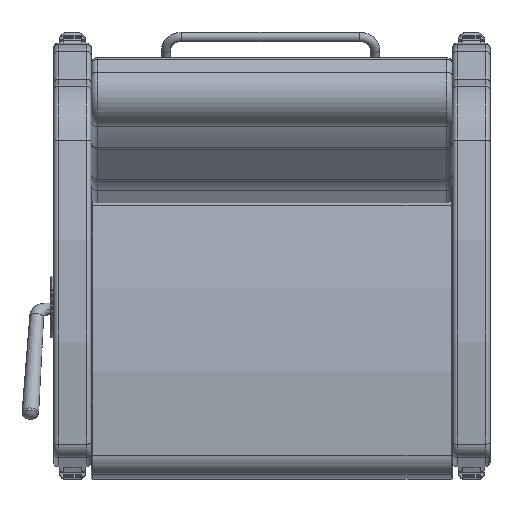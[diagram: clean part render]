
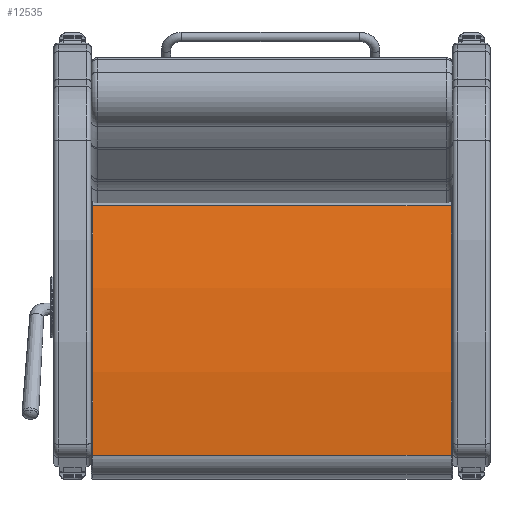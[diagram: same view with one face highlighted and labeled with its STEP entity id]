
A CAD part, front view. The second image highlights one B-rep face of the part: STEP entity #12535.
In plain terms, the highlighted free-form (B-spline) face has degree [3, 1] with [18, 2] control points.
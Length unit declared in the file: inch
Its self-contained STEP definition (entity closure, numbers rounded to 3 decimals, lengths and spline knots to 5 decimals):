
#568=ELLIPSE('',#14418,60.30357,60.25);
#570=ELLIPSE('',#14440,60.30357,60.25);
#594=B_SPLINE_SURFACE_WITH_KNOTS('',3,1,((#24667,#24668),(#24669,#24670),
(#24671,#24672),(#24673,#24674),(#24675,#24676),(#24677,#24678),(#24679,
#24680),(#24681,#24682),(#24683,#24684),(#24685,#24686),(#24687,#24688),
(#24689,#24690),(#24691,#24692),(#24693,#24694),(#24695,#24696),(#24697,
#24698),(#24699,#24700),(#24701,#24702)),.UNSPECIFIED.,.F.,.F.,.F.,(4,1,
1,1,1,1,1,1,1,1,1,1,1,1,1,4),(2,2),(-1.69612,-1.66826,
-1.6404,-1.62647,-1.59861,-1.58468,
-1.55682,-1.54289,-1.51503,-1.5011,-1.47324,
-1.45931,-1.43145,-1.41752,-1.38966,
-1.3618),(0.,110.49),.UNSPECIFIED.);
#1894=FACE_OUTER_BOUND('',#2773,.T.);
#2773=EDGE_LOOP('',(#11313,#11314,#11315,#11316));
#3553=LINE('',#24665,#4330);
#3554=LINE('',#24704,#4331);
#4330=VECTOR('',#18422,0.3937);
#4331=VECTOR('',#18425,0.3937);
#6182=VERTEX_POINT('',#24296);
#6183=VERTEX_POINT('',#24297);
#6202=VERTEX_POINT('',#24664);
#6203=VERTEX_POINT('',#24703);
#7884=EDGE_CURVE('',#6182,#6183,#568,.T.);
#7913=EDGE_CURVE('',#6202,#6183,#3553,.T.);
#7915=EDGE_CURVE('',#6203,#6182,#3554,.T.);
#7916=EDGE_CURVE('',#6202,#6203,#570,.T.);
#11313=ORIENTED_EDGE('',*,*,#7884,.F.);
#11314=ORIENTED_EDGE('',*,*,#7915,.F.);
#11315=ORIENTED_EDGE('',*,*,#7916,.F.);
#11316=ORIENTED_EDGE('',*,*,#7913,.T.);
#12535=ADVANCED_FACE('',(#1894),#594,.T.);
#14418=AXIS2_PLACEMENT_3D('',#24298,#18371,#18372);
#14440=AXIS2_PLACEMENT_3D('',#24705,#18426,#18427);
#18371=DIRECTION('center_axis',(0.,0.,
-1.));
#18372=DIRECTION('ref_axis',(1.,0.,0.));
#18422=DIRECTION('',(0.,0.,-1.));
#18425=DIRECTION('',(0.,0.,-1.));
#18426=DIRECTION('center_axis',(0.,0.,1.));
#18427=DIRECTION('ref_axis',(1.,0.,0.));
#24296=CARTESIAN_POINT('',(3.60935,-1.68389,0.124));
#24297=CARTESIAN_POINT('',(23.65848,-2.52291,0.124));
#24298=CARTESIAN_POINT('Origin',(11.14546,-61.46156,0.124));
#24664=CARTESIAN_POINT('',(23.65848,-2.52291,28.876));
#24665=CARTESIAN_POINT('',(23.65848,-2.52291,29.));
#24667=CARTESIAN_POINT('Ctrl Pts',(3.60935,-1.68389,29.));
#24668=CARTESIAN_POINT('Ctrl Pts',(3.60935,-1.68389,-14.5));
#24669=CARTESIAN_POINT('Ctrl Pts',(4.16497,-1.61396,29.));
#24670=CARTESIAN_POINT('Ctrl Pts',(4.16497,-1.61396,-14.5));
#24671=CARTESIAN_POINT('Ctrl Pts',(5.27817,-1.48959,29.));
#24672=CARTESIAN_POINT('Ctrl Pts',(5.27817,-1.48959,-14.5));
#24673=CARTESIAN_POINT('Ctrl Pts',(6.67346,-1.3729,29.));
#24674=CARTESIAN_POINT('Ctrl Pts',(6.67346,-1.3729,-14.5));
#24675=CARTESIAN_POINT('Ctrl Pts',(8.07078,-1.28537,29.));
#24676=CARTESIAN_POINT('Ctrl Pts',(8.07078,-1.28537,-14.5));
#24677=CARTESIAN_POINT('Ctrl Pts',(9.18994,-1.2387,29.));
#24678=CARTESIAN_POINT('Ctrl Pts',(9.18994,-1.2387,-14.5));
#24679=CARTESIAN_POINT('Ctrl Pts',(10.5897,-1.20957,29.));
#24680=CARTESIAN_POINT('Ctrl Pts',(10.5897,-1.20957,-14.5));
#24681=CARTESIAN_POINT('Ctrl Pts',(11.70984,-1.20965,29.));
#24682=CARTESIAN_POINT('Ctrl Pts',(11.70984,-1.20965,-14.5));
#24683=CARTESIAN_POINT('Ctrl Pts',(13.1096,-1.23898,29.));
#24684=CARTESIAN_POINT('Ctrl Pts',(13.1096,-1.23898,-14.5));
#24685=CARTESIAN_POINT('Ctrl Pts',(14.22875,-1.28581,29.));
#24686=CARTESIAN_POINT('Ctrl Pts',(14.22875,-1.28581,-14.5));
#24687=CARTESIAN_POINT('Ctrl Pts',(15.62606,-1.37354,29.));
#24688=CARTESIAN_POINT('Ctrl Pts',(15.62606,-1.37354,-14.5));
#24689=CARTESIAN_POINT('Ctrl Pts',(16.74228,-1.46705,29.));
#24690=CARTESIAN_POINT('Ctrl Pts',(16.74228,-1.46705,-14.5));
#24691=CARTESIAN_POINT('Ctrl Pts',(18.1347,-1.61302,29.));
#24692=CARTESIAN_POINT('Ctrl Pts',(18.1347,-1.61302,-14.5));
#24693=CARTESIAN_POINT('Ctrl Pts',(19.24603,-1.75304,29.));
#24694=CARTESIAN_POINT('Ctrl Pts',(19.24603,-1.75304,-14.5));
#24695=CARTESIAN_POINT('Ctrl Pts',(20.63114,-1.95701,29.));
#24696=CARTESIAN_POINT('Ctrl Pts',(20.63114,-1.95701,-14.5));
#24697=CARTESIAN_POINT('Ctrl Pts',(22.01177,-2.18986,29.));
#24698=CARTESIAN_POINT('Ctrl Pts',(22.01177,-2.18986,-14.5));
#24699=CARTESIAN_POINT('Ctrl Pts',(23.11066,-2.40681,29.));
#24700=CARTESIAN_POINT('Ctrl Pts',(23.11066,-2.40681,-14.5));
#24701=CARTESIAN_POINT('Ctrl Pts',(23.65848,-2.52291,29.));
#24702=CARTESIAN_POINT('Ctrl Pts',(23.65848,-2.52291,-14.5));
#24703=CARTESIAN_POINT('',(3.60935,-1.68389,28.876));
#24704=CARTESIAN_POINT('',(3.60935,-1.68389,29.));
#24705=CARTESIAN_POINT('Origin',(11.14546,-61.46156,28.876));
